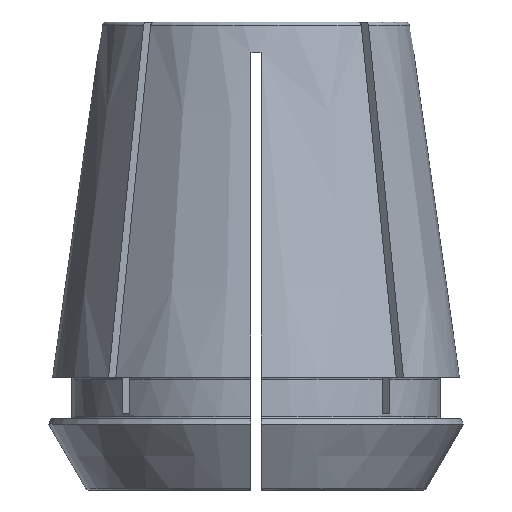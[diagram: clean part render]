
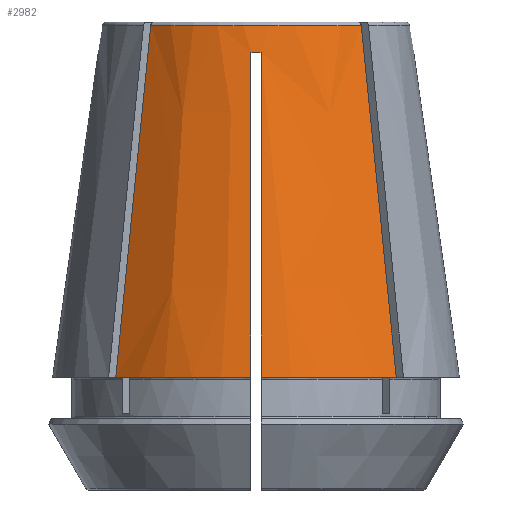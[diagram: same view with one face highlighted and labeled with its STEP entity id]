
A CAD part, left-side view. The second image highlights one B-rep face of the part: STEP entity #2982.
In plain terms, the highlighted conical face has half-angle 8 degrees and reference radius 15.095 mm.
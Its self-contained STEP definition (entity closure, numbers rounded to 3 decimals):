
#51=CONICAL_SURFACE('',#3229,15.095,0.14);
#133=CIRCLE('',#3142,15.517);
#186=CIRCLE('',#3230,15.144);
#187=CIRCLE('',#3231,20.);
#188=CIRCLE('',#3232,20.);
#1053=ORIENTED_EDGE('',*,*,#1948,.F.);
#1054=ORIENTED_EDGE('',*,*,#1949,.T.);
#1055=ORIENTED_EDGE('',*,*,#1950,.T.);
#1056=ORIENTED_EDGE('',*,*,#1808,.F.);
#1057=ORIENTED_EDGE('',*,*,#1805,.F.);
#1058=ORIENTED_EDGE('',*,*,#1847,.T.);
#1059=ORIENTED_EDGE('',*,*,#1951,.T.);
#1060=ORIENTED_EDGE('',*,*,#1952,.F.);
#1805=EDGE_CURVE('',#2276,#2277,#133,.T.);
#1808=EDGE_CURVE('',#2277,#2279,#2478,.T.);
#1847=EDGE_CURVE('',#2276,#2316,#2493,.T.);
#1948=EDGE_CURVE('',#2374,#2375,#186,.T.);
#1949=EDGE_CURVE('',#2374,#2376,#2517,.T.);
#1950=EDGE_CURVE('',#2376,#2279,#187,.T.);
#1951=EDGE_CURVE('',#2316,#2377,#188,.T.);
#1952=EDGE_CURVE('',#2375,#2377,#2518,.T.);
#2276=VERTEX_POINT('',#4851);
#2277=VERTEX_POINT('',#4853);
#2279=VERTEX_POINT('',#4868);
#2316=VERTEX_POINT('',#4988);
#2374=VERTEX_POINT('',#5272);
#2375=VERTEX_POINT('',#5273);
#2376=VERTEX_POINT('',#5281);
#2377=VERTEX_POINT('',#5284);
#2478=B_SPLINE_CURVE_WITH_KNOTS('',3,(#4858,#4859,#4860,#4861,#4862,#4863,
#4864,#4865,#4866,#4867),.UNSPECIFIED.,.F.,.F.,(4,3,3,4),(0.024,
0.028,0.056,0.057),.UNSPECIFIED.);
#2493=B_SPLINE_CURVE_WITH_KNOTS('',3,(#4989,#4990,#4991,#4992,#4993,#4994,
#4995,#4996,#4997,#4998),.UNSPECIFIED.,.F.,.F.,(4,3,3,4),(0.024,
0.028,0.056,0.057),.UNSPECIFIED.);
#2517=B_SPLINE_CURVE_WITH_KNOTS('',3,(#5274,#5275,#5276,#5277,#5278,#5279,
#5280),.UNSPECIFIED.,.F.,.F.,(4,3,4),(0.,0.027,
0.035),.UNSPECIFIED.);
#2518=B_SPLINE_CURVE_WITH_KNOTS('',3,(#5285,#5286,#5287,#5288,#5289,#5290,
#5291),.UNSPECIFIED.,.F.,.F.,(4,3,4),(0.,0.027,
0.035),.UNSPECIFIED.);
#2594=EDGE_LOOP('',(#1053,#1054,#1055,#1056,#1057,#1058,#1059,#1060));
#2754=FACE_BOUND('',#2594,.T.);
#2982=ADVANCED_FACE('',(#2754),#51,.T.);
#3142=AXIS2_PLACEMENT_3D('',#4852,#3615,#3616);
#3229=AXIS2_PLACEMENT_3D('',#5270,#3840,#3841);
#3230=AXIS2_PLACEMENT_3D('',#5271,#3842,#3843);
#3231=AXIS2_PLACEMENT_3D('',#5282,#3844,#3845);
#3232=AXIS2_PLACEMENT_3D('',#5283,#3846,#3847);
#3615=DIRECTION('',(0.,0.,-1.));
#3616=DIRECTION('',(-1.,0.,0.));
#3840=DIRECTION('',(0.,0.,-1.));
#3841=DIRECTION('',(-1.,0.,0.));
#3842=DIRECTION('',(0.,0.,1.));
#3843=DIRECTION('',(1.,0.,0.));
#3844=DIRECTION('',(0.,0.,1.));
#3845=DIRECTION('',(1.,0.,0.));
#3846=DIRECTION('',(0.,0.,1.));
#3847=DIRECTION('',(1.,0.,0.));
#4851=CARTESIAN_POINT('',(-15.509,-0.5,36.));
#4852=CARTESIAN_POINT('',(0.,0.,36.));
#4853=CARTESIAN_POINT('',(-15.509,0.5,36.));
#4858=CARTESIAN_POINT('',(-15.509,0.5,36.));
#4859=CARTESIAN_POINT('',(-15.689,0.5,34.72));
#4860=CARTESIAN_POINT('',(-15.869,0.5,33.44));
#4861=CARTESIAN_POINT('',(-16.049,0.5,32.16));
#4862=CARTESIAN_POINT('',(-17.357,0.5,22.855));
#4863=CARTESIAN_POINT('',(-18.665,0.5,13.55));
#4864=CARTESIAN_POINT('',(-19.973,0.5,4.245));
#4865=CARTESIAN_POINT('',(-19.98,0.5,4.197));
#4866=CARTESIAN_POINT('',(-19.987,0.5,4.148));
#4867=CARTESIAN_POINT('',(-19.994,0.5,4.1));
#4868=CARTESIAN_POINT('',(-19.994,0.5,4.1));
#4988=CARTESIAN_POINT('',(-19.994,-0.5,4.1));
#4989=CARTESIAN_POINT('',(-15.509,-0.5,36.));
#4990=CARTESIAN_POINT('',(-15.689,-0.5,34.72));
#4991=CARTESIAN_POINT('',(-15.869,-0.5,33.44));
#4992=CARTESIAN_POINT('',(-16.049,-0.5,32.16));
#4993=CARTESIAN_POINT('',(-17.357,-0.5,22.855));
#4994=CARTESIAN_POINT('',(-18.665,-0.5,13.55));
#4995=CARTESIAN_POINT('',(-19.973,-0.5,4.245));
#4996=CARTESIAN_POINT('',(-19.98,-0.5,4.197));
#4997=CARTESIAN_POINT('',(-19.987,-0.5,4.148));
#4998=CARTESIAN_POINT('',(-19.994,-0.5,4.1));
#5270=CARTESIAN_POINT('',(0.,0.,39.));
#5271=CARTESIAN_POINT('',(0.,0.,38.656));
#5272=CARTESIAN_POINT('',(-11.056,10.349,38.656));
#5273=CARTESIAN_POINT('',(-11.056,-10.349,38.656));
#5274=CARTESIAN_POINT('',(-11.056,10.349,38.656));
#5275=CARTESIAN_POINT('',(-11.928,11.221,29.88));
#5276=CARTESIAN_POINT('',(-12.801,12.094,21.104));
#5277=CARTESIAN_POINT('',(-13.673,12.966,12.328));
#5278=CARTESIAN_POINT('',(-13.946,13.239,9.585));
#5279=CARTESIAN_POINT('',(-14.219,13.512,6.843));
#5280=CARTESIAN_POINT('',(-14.491,13.784,4.1));
#5281=CARTESIAN_POINT('',(-14.491,13.784,4.1));
#5282=CARTESIAN_POINT('',(0.,0.,4.1));
#5283=CARTESIAN_POINT('',(0.,0.,4.1));
#5284=CARTESIAN_POINT('',(-14.491,-13.784,4.1));
#5285=CARTESIAN_POINT('',(-11.056,-10.349,38.656));
#5286=CARTESIAN_POINT('',(-11.928,-11.221,29.88));
#5287=CARTESIAN_POINT('',(-12.801,-12.094,21.104));
#5288=CARTESIAN_POINT('',(-13.673,-12.966,12.328));
#5289=CARTESIAN_POINT('',(-13.946,-13.239,9.585));
#5290=CARTESIAN_POINT('',(-14.219,-13.512,6.843));
#5291=CARTESIAN_POINT('',(-14.491,-13.784,4.1));
